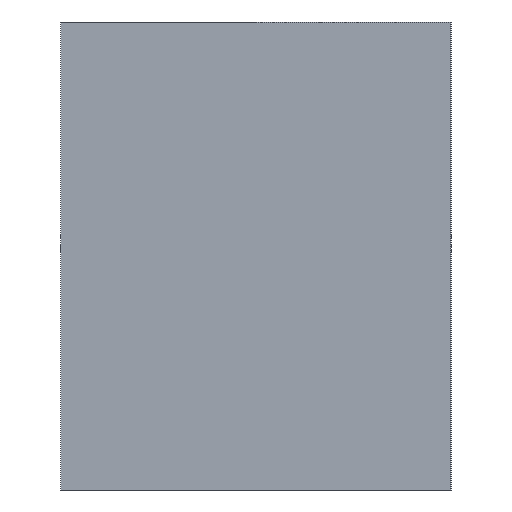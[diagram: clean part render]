
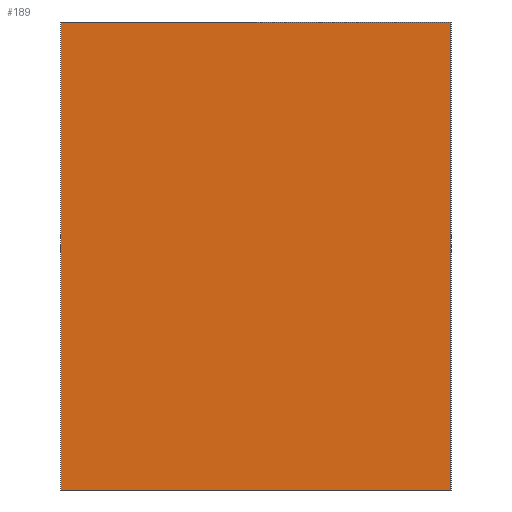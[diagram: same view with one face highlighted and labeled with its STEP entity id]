
A CAD part, left-side view. The second image highlights one B-rep face of the part: STEP entity #189.
In plain terms, the highlighted planar face has unit normal (-1, 0, 0).
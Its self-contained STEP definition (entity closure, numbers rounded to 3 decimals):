
#2 = VECTOR ( 'NONE', #84, 1000. ) ;
#3 = VERTEX_POINT ( 'NONE', #125 ) ;
#9 = PLANE ( 'NONE',  #92 ) ;
#24 = ORIENTED_EDGE ( 'NONE', *, *, #80, .T. ) ;
#29 = EDGE_CURVE ( 'NONE', #50, #3, #259, .T. ) ;
#46 = ORIENTED_EDGE ( 'NONE', *, *, #195, .F. ) ;
#50 = VERTEX_POINT ( 'NONE', #110 ) ;
#57 = CARTESIAN_POINT ( 'NONE',  ( 0., 0.5, 0. ) ) ;
#62 = CARTESIAN_POINT ( 'NONE',  ( 0., 0.5, -0.6 ) ) ;
#76 = CARTESIAN_POINT ( 'NONE',  ( 0., 0.5, -0.6 ) ) ;
#79 = VECTOR ( 'NONE', #116, 1000. ) ;
#80 = EDGE_CURVE ( 'NONE', #216, #194, #198, .T. ) ;
#84 = DIRECTION ( 'NONE',  ( 0., 0., 1. ) ) ;
#86 = LINE ( 'NONE', #256, #2 ) ;
#92 = AXIS2_PLACEMENT_3D ( 'NONE', #181, #228, #118 ) ;
#110 = CARTESIAN_POINT ( 'NONE',  ( 0., 0.5, 0. ) ) ;
#116 = DIRECTION ( 'NONE',  ( 0., 0., 1. ) ) ;
#118 = DIRECTION ( 'NONE',  ( 0., 0., -1. ) ) ;
#125 = CARTESIAN_POINT ( 'NONE',  ( 0., 0., 0. ) ) ;
#136 = FACE_OUTER_BOUND ( 'NONE', #237, .T. ) ;
#150 = DIRECTION ( 'NONE',  ( 0., -1., 0. ) ) ;
#151 = VECTOR ( 'NONE', #254, 1000. ) ;
#181 = CARTESIAN_POINT ( 'NONE',  ( 0., 0.5, 0. ) ) ;
#186 = ORIENTED_EDGE ( 'NONE', *, *, #276, .T. ) ;
#187 = CARTESIAN_POINT ( 'NONE',  ( 0., 0.5, 0. ) ) ;
#189 = ADVANCED_FACE ( 'NONE', ( #136 ), #9, .F. ) ;
#191 = ORIENTED_EDGE ( 'NONE', *, *, #29, .F. ) ;
#194 = VERTEX_POINT ( 'NONE', #266 ) ;
#195 = EDGE_CURVE ( 'NONE', #216, #50, #242, .T. ) ;
#198 = LINE ( 'NONE', #76, #231 ) ;
#216 = VERTEX_POINT ( 'NONE', #62 ) ;
#228 = DIRECTION ( 'NONE',  ( 1., 0., 0. ) ) ;
#231 = VECTOR ( 'NONE', #150, 1000. ) ;
#237 = EDGE_LOOP ( 'NONE', ( #186, #191, #46, #24 ) ) ;
#242 = LINE ( 'NONE', #57, #79 ) ;
#254 = DIRECTION ( 'NONE',  ( 0., -1., 0. ) ) ;
#256 = CARTESIAN_POINT ( 'NONE',  ( 0., 0., 0. ) ) ;
#259 = LINE ( 'NONE', #187, #151 ) ;
#266 = CARTESIAN_POINT ( 'NONE',  ( 0., 0., -0.6 ) ) ;
#276 = EDGE_CURVE ( 'NONE', #194, #3, #86, .T. ) ;
